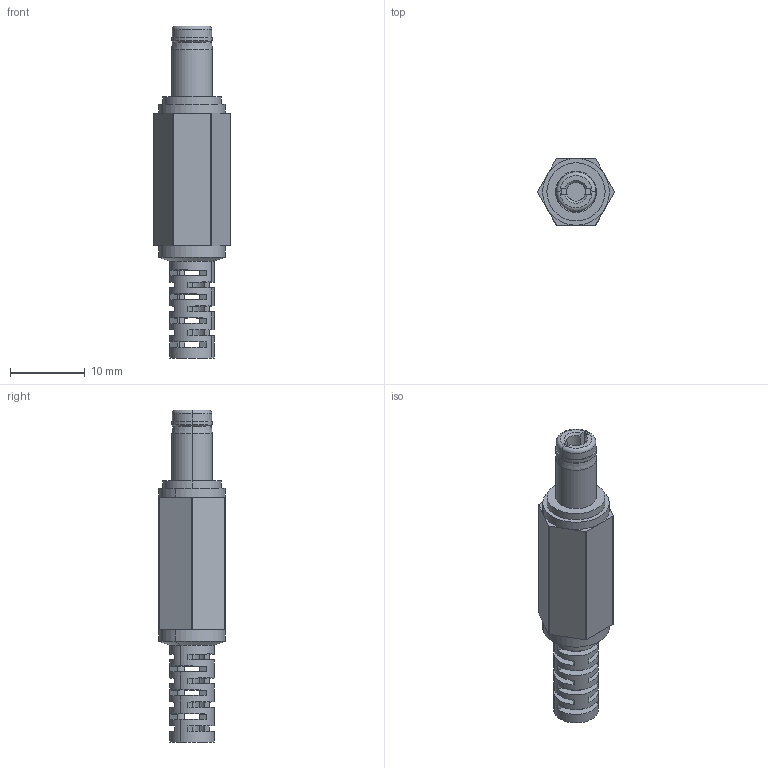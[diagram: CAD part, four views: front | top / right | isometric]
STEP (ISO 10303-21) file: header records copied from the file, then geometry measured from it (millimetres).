
FILE_DESCRIPTION (( 'STEP AP214' ), '1' );
FILE_NAME ('KLDX-PA-0202-B_rA2.STEP', '2016-08-11T16:39:36', ( '' ), ( '' ), 'SwSTEP 2.0', 'SolidWorks 2014', '' );
FILE_SCHEMA (( 'AUTOMOTIVE_DESIGN' ));
Length unit declared in the file: millimetre
Products named in the file (3): KLDX-PA-0202-x strain relief; KLDX-PA-0202-x_KLDX-PA-0202-B_rA1; KLDX-PA-0202-B_rA2
Assembly tree (2 placements, depth 2):
  KLDX-PA-0202-B_rA2
    KLDX-PA-0202-x_KLDX-PA-0202-B_rA1
    KLDX-PA-0202-x strain relief
Bounding box: 10.3 x 9 x 44.5 mm (x, y, z)
Volume: 1446.2 mm3; surface area: 2284.3 mm2
Topology: 2 solids, 2 shells, 189 faces, 528 edges, 344 vertices
Faces by surface type: plane 110, cylinder 63, cone 12, torus 2, bspline 2
Entity records: 7218 total; most frequent: CARTESIAN_POINT 2110, ORIENTED_EDGE 1056, DIRECTION 911, EDGE_CURVE 528, VERTEX_POINT 344, AXIS2_PLACEMENT_3D 310, LINE 291, VECTOR 291
